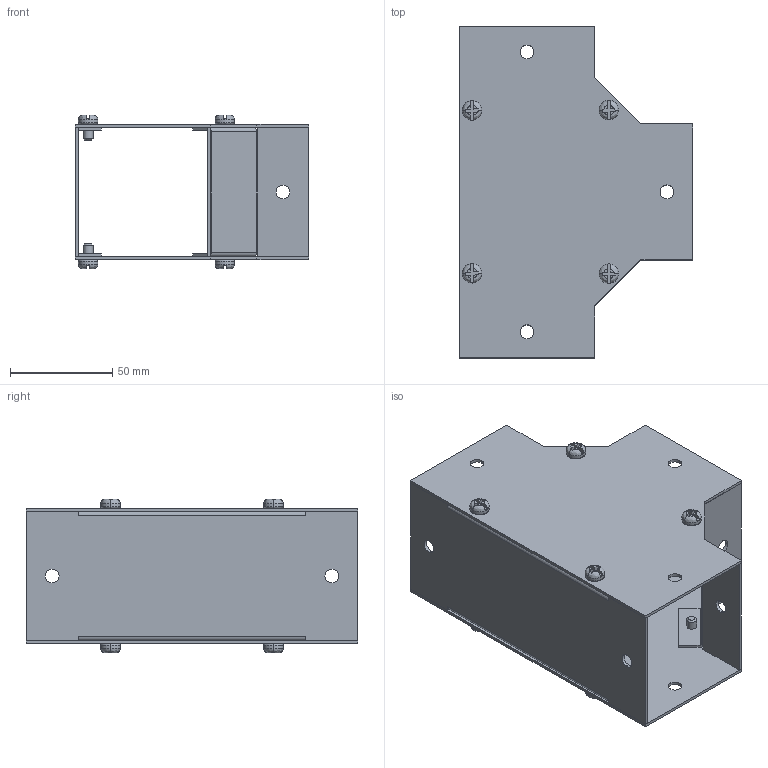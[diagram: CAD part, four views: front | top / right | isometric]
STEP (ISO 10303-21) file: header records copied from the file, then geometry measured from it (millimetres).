
FILE_DESCRIPTION (( 'STEP AP203' ), '1' );
FILE_NAME ('CWTF2.step', '2024-04-25T14:19:19', ( '' ), ( '' ), 'SwSTEP 2.0', 'SolidWorks 2023', '' );
FILE_SCHEMA (( 'CONFIG_CONTROL_DESIGN' ));
Length unit declared in the file: inch
Products named in the file (1): CWTF2
Bounding box: 114.3 x 162.2 x 75.29 mm (x, y, z)
Volume: 79426.4 mm3; surface area: 112633.6 mm2
Topology: 13 solids, 13 shells, 402 faces, 1000 edges, 632 vertices
Faces by surface type: plane 246, cylinder 108, bspline 32, cone 16
Entity records: 13551 total; most frequent: CARTESIAN_POINT 4035, ORIENTED_EDGE 2000, DIRECTION 1878, EDGE_CURVE 1000, AXIS2_PLACEMENT_3D 651, VERTEX_POINT 632, VECTOR 576, LINE 576
